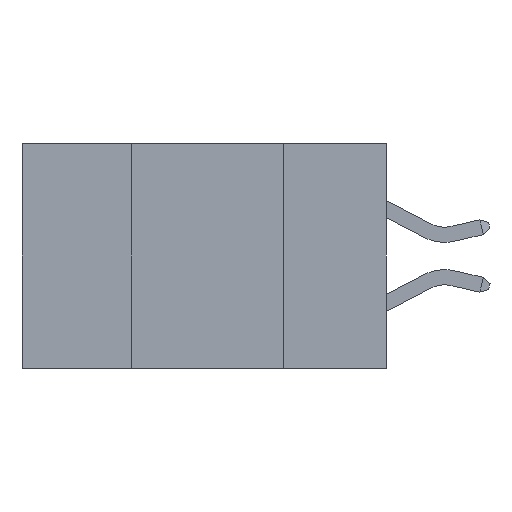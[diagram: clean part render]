
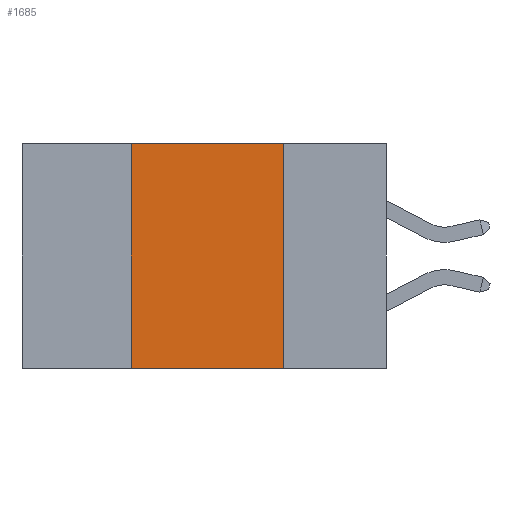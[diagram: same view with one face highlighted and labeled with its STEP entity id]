
A CAD part, left-side view. The second image highlights one B-rep face of the part: STEP entity #1685.
In plain terms, the highlighted planar face has unit normal (-1, 0, 0).
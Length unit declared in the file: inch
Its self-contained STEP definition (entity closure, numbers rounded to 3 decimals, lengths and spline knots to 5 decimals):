
#98 = EDGE_LOOP ( 'NONE', ( #7460, #1859, #8492, #9769 ) ) ;
#1225 = LINE ( 'NONE', #2071, #12351 ) ;
#1685 = ADVANCED_FACE ( 'NONE', ( #12247 ), #9722, .F. ) ;
#1763 = DIRECTION ( 'NONE',  ( 0., 0., -1. ) ) ;
#1815 = AXIS2_PLACEMENT_3D ( 'NONE', #9849, #10361, #9548 ) ;
#1838 = VERTEX_POINT ( 'NONE', #3582 ) ;
#1859 = ORIENTED_EDGE ( 'NONE', *, *, #11330, .F. ) ;
#2071 = CARTESIAN_POINT ( 'NONE',  ( 0., 0.17, -0.37 ) ) ;
#2486 = VERTEX_POINT ( 'NONE', #4695 ) ;
#3389 = VERTEX_POINT ( 'NONE', #5276 ) ;
#3582 = CARTESIAN_POINT ( 'NONE',  ( 0., 0.17, 0. ) ) ;
#3677 = LINE ( 'NONE', #10321, #6236 ) ;
#4560 = CARTESIAN_POINT ( 'NONE',  ( 0., 0.42, -0.37 ) ) ;
#4695 = CARTESIAN_POINT ( 'NONE',  ( 0., 0.17, -0.37 ) ) ;
#5276 = CARTESIAN_POINT ( 'NONE',  ( 0., 0.42, 0. ) ) ;
#6236 = VECTOR ( 'NONE', #10306, 39.37008 ) ;
#7460 = ORIENTED_EDGE ( 'NONE', *, *, #8567, .F. ) ;
#7569 = EDGE_CURVE ( 'NONE', #8207, #3389, #3677, .T. ) ;
#8159 = VECTOR ( 'NONE', #13890, 39.37008 ) ;
#8207 = VERTEX_POINT ( 'NONE', #4560 ) ;
#8492 = ORIENTED_EDGE ( 'NONE', *, *, #7569, .F. ) ;
#8567 = EDGE_CURVE ( 'NONE', #1838, #2486, #1225, .T. ) ;
#9548 = DIRECTION ( 'NONE',  ( 0., 0., -1. ) ) ;
#9682 = EDGE_CURVE ( 'NONE', #8207, #2486, #11349, .T. ) ;
#9722 = PLANE ( 'NONE',  #1815 ) ;
#9769 = ORIENTED_EDGE ( 'NONE', *, *, #9682, .T. ) ;
#9849 = CARTESIAN_POINT ( 'NONE',  ( 0., 0.6, 0. ) ) ;
#10185 = CARTESIAN_POINT ( 'NONE',  ( 0., 0.6, -0.37 ) ) ;
#10273 = DIRECTION ( 'NONE',  ( 0., -1., 0. ) ) ;
#10306 = DIRECTION ( 'NONE',  ( 0., 0., 1. ) ) ;
#10321 = CARTESIAN_POINT ( 'NONE',  ( 0., 0.42, -0.37 ) ) ;
#10361 = DIRECTION ( 'NONE',  ( 1., 0., 0. ) ) ;
#11330 = EDGE_CURVE ( 'NONE', #3389, #1838, #13580, .T. ) ;
#11349 = LINE ( 'NONE', #10185, #13686 ) ;
#12247 = FACE_OUTER_BOUND ( 'NONE', #98, .T. ) ;
#12351 = VECTOR ( 'NONE', #1763, 39.37008 ) ;
#13032 = CARTESIAN_POINT ( 'NONE',  ( 0., 0.6, 0. ) ) ;
#13580 = LINE ( 'NONE', #13032, #8159 ) ;
#13686 = VECTOR ( 'NONE', #10273, 39.37008 ) ;
#13890 = DIRECTION ( 'NONE',  ( 0., -1., 0. ) ) ;
